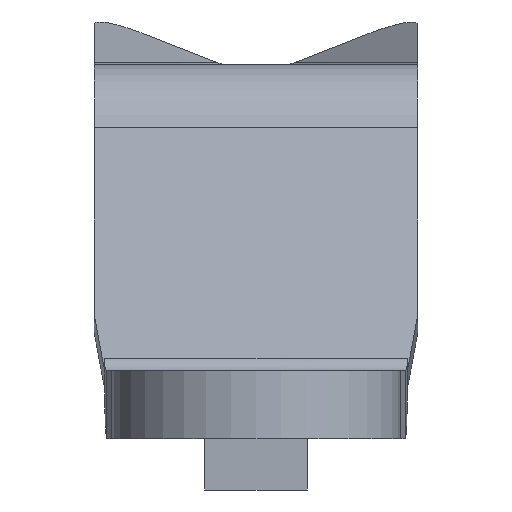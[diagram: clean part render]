
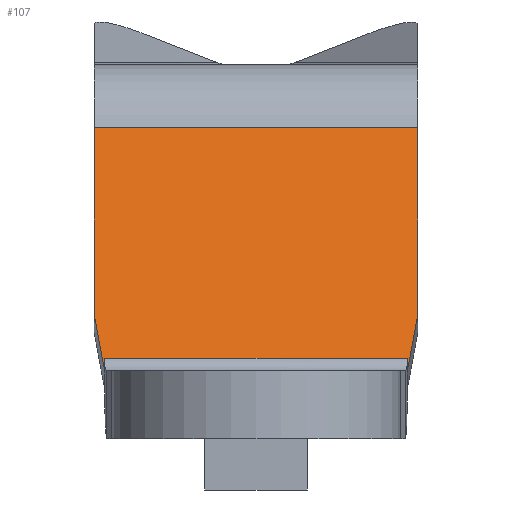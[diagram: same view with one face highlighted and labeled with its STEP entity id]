
A CAD part, left-side view. The second image highlights one B-rep face of the part: STEP entity #107.
In plain terms, the highlighted planar face has unit normal (-0.966, 0, 0.259).
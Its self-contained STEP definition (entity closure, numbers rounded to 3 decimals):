
#107=ADVANCED_FACE('',(#242),#243,.T.);
#242=FACE_OUTER_BOUND('',#425,.T.);
#243=PLANE('',#426);
#425=EDGE_LOOP('',(#706,#707,#708,#709,#710,#711,#712,#713));
#426=AXIS2_PLACEMENT_3D('',#714,#715,#716);
#706=ORIENTED_EDGE('',*,*,#1140,.F.);
#707=ORIENTED_EDGE('',*,*,#1128,.T.);
#708=ORIENTED_EDGE('',*,*,#1141,.T.);
#709=ORIENTED_EDGE('',*,*,#1142,.F.);
#710=ORIENTED_EDGE('',*,*,#1143,.F.);
#711=ORIENTED_EDGE('',*,*,#1144,.F.);
#712=ORIENTED_EDGE('',*,*,#1145,.T.);
#713=ORIENTED_EDGE('',*,*,#1117,.T.);
#714=CARTESIAN_POINT('',(11.729,0.0,-15.938));
#715=DIRECTION('',(-0.966,0.0,0.259));
#716=DIRECTION('',(0.259,0.0,0.966));
#1117=EDGE_CURVE('',#1320,#1318,#1321,.T.);
#1128=EDGE_CURVE('',#1338,#1339,#1340,.T.);
#1140=EDGE_CURVE('',#1338,#1318,#1360,.F.);
#1141=EDGE_CURVE('',#1339,#1361,#1362,.T.);
#1142=EDGE_CURVE('',#1363,#1361,#1364,.T.);
#1143=EDGE_CURVE('',#1365,#1363,#1366,.T.);
#1144=EDGE_CURVE('',#1367,#1365,#1368,.T.);
#1145=EDGE_CURVE('',#1367,#1320,#1369,.T.);
#1318=VERTEX_POINT('',#1594);
#1320=VERTEX_POINT('',#1596);
#1321=LINE('',#1597,#1598);
#1338=VERTEX_POINT('',#1623);
#1339=VERTEX_POINT('',#1624);
#1340=LINE('',#1625,#1626);
#1360=LINE('',#1652,#1653);
#1361=VERTEX_POINT('',#1654);
#1362=LINE('',#1655,#1656);
#1363=VERTEX_POINT('',#1657);
#1364=LINE('',#1658,#1659);
#1365=VERTEX_POINT('',#1660);
#1366=LINE('',#1661,#1662);
#1367=VERTEX_POINT('',#1663);
#1368=LINE('',#1664,#1665);
#1369=LINE('',#1666,#1667);
#1594=CARTESIAN_POINT('',(19.831,-9.5,14.299));
#1596=CARTESIAN_POINT('',(16.874,-9.5,3.261));
#1597=CARTESIAN_POINT('',(11.729,-9.5,-15.938));
#1598=VECTOR('',#1937,1.0);
#1623=CARTESIAN_POINT('',(19.831,9.5,14.299));
#1624=CARTESIAN_POINT('',(16.874,9.5,3.261));
#1625=CARTESIAN_POINT('',(11.729,9.5,-15.938));
#1626=VECTOR('',#1946,1.0);
#1652=CARTESIAN_POINT('',(19.831,-9.5,14.299));
#1653=VECTOR('',#1965,1.0);
#1654=CARTESIAN_POINT('',(16.0,8.9,0.0));
#1655=CARTESIAN_POINT('',(19.058,11.0,11.411));
#1656=VECTOR('',#1966,1.0);
#1657=CARTESIAN_POINT('',(16.199,8.9,0.741));
#1658=CARTESIAN_POINT('',(11.729,8.9,-15.938));
#1659=VECTOR('',#1967,1.0);
#1660=CARTESIAN_POINT('',(16.199,-8.9,0.741));
#1661=CARTESIAN_POINT('',(16.199,0.0,0.741));
#1662=VECTOR('',#1968,1.0);
#1663=CARTESIAN_POINT('',(16.0,-8.9,0.0));
#1664=CARTESIAN_POINT('',(11.729,-8.9,-15.938));
#1665=VECTOR('',#1969,1.0);
#1666=CARTESIAN_POINT('',(13.671,-7.3,-8.693));
#1667=VECTOR('',#1970,1.0);
#1937=DIRECTION('',(0.259,0.0,0.966));
#1946=DIRECTION('',(-0.259,0.0,-0.966));
#1965=DIRECTION('',(0.0,1.0,0.0));
#1966=DIRECTION('',(-0.255,-0.175,-0.951));
#1967=DIRECTION('',(-0.259,0.0,-0.966));
#1968=DIRECTION('',(0.0,1.0,0.0));
#1969=DIRECTION('',(0.259,0.0,0.966));
#1970=DIRECTION('',(0.255,-0.175,0.951));
